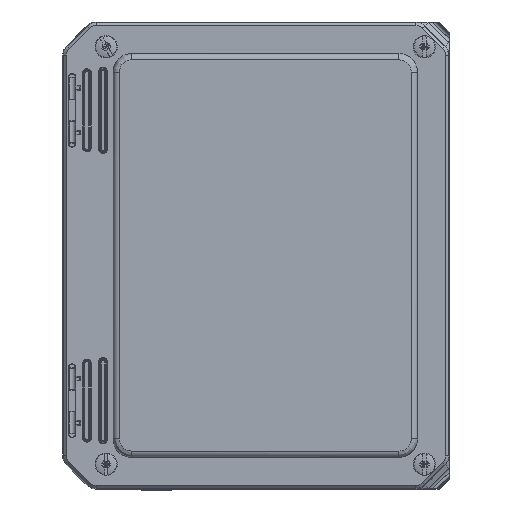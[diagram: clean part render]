
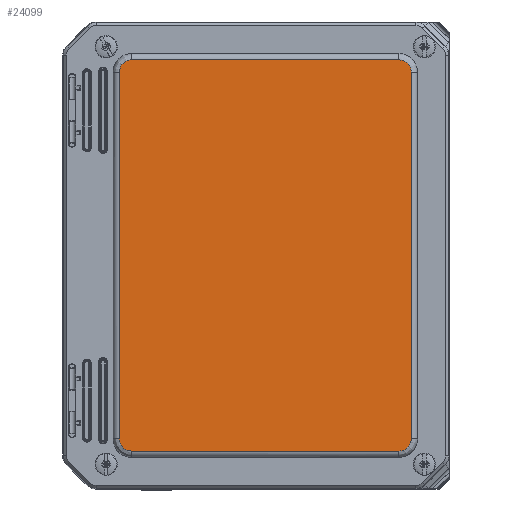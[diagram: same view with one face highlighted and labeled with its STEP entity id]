
A CAD part, top view. The second image highlights one B-rep face of the part: STEP entity #24099.
In plain terms, the highlighted planar face has unit normal (0, 0, 1).
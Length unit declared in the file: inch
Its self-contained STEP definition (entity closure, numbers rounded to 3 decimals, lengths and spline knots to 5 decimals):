
#399 = DIRECTION ( 'NONE',  ( 0., 1., 0. ) ) ;
#522 = CARTESIAN_POINT ( 'NONE',  ( 2.93809, -3.73044, 4.31038 ) ) ;
#1183 = EDGE_CURVE ( 'NONE', #50865, #123320, #42863, .T. ) ;
#1276 = CARTESIAN_POINT ( 'NONE',  ( 2.86546, 3.89745, 4.31038 ) ) ;
#1697 = CARTESIAN_POINT ( 'NONE',  ( 2.8017, 3.93744, 4.31038 ) ) ;
#3061 = LINE ( 'NONE', #56997, #41873 ) ;
#3745 = DIRECTION ( 'NONE',  ( 1., 0., 0. ) ) ;
#4215 = EDGE_CURVE ( 'NONE', #62274, #29624, #72776, .T. ) ;
#4826 = CARTESIAN_POINT ( 'NONE',  ( 0., 3.9603, 4.31038 ) ) ;
#5461 = CARTESIAN_POINT ( 'NONE',  ( -2.93603, 3.78515, 4.31038 ) ) ;
#5469 = EDGE_CURVE ( 'NONE', #122939, #50865, #15934, .T. ) ;
#7800 = CARTESIAN_POINT ( 'NONE',  ( -2.9423, -3.71174, 4.31038 ) ) ;
#14030 = ORIENTED_EDGE ( 'NONE', *, *, #16412, .F. ) ;
#15725 = EDGE_CURVE ( 'NONE', #43609, #122939, #3061, .T. ) ;
#15934 = B_SPLINE_CURVE_WITH_KNOTS ( 'NONE', 3,
 ( #66896, #85810, #522, #19716, #48043, #113739, #37246, #28106 ),
 .UNSPECIFIED., .F., .F.,
 ( 4, 1, 1, 1, 1, 4 ),
 ( 0., 0.14286, 0.28571, 0.42857, 0.71429, 1. ),
 .UNSPECIFIED. ) ;
#16412 = EDGE_CURVE ( 'NONE', #89570, #62274, #117156, .T. ) ;
#17360 = CARTESIAN_POINT ( 'NONE',  ( -2.9423, -3.67434, 4.31038 ) ) ;
#17425 = DIRECTION ( 'NONE',  ( -1., 0., 0. ) ) ;
#18777 = CARTESIAN_POINT ( 'NONE',  ( -2.9423, 0.018, 4.31038 ) ) ;
#19716 = CARTESIAN_POINT ( 'NONE',  ( 2.91944, -3.7837, 4.31038 ) ) ;
#20387 = ORIENTED_EDGE ( 'NONE', *, *, #5469, .F. ) ;
#20483 = CARTESIAN_POINT ( 'NONE',  ( 2.69234, 3.9603, 4.31038 ) ) ;
#22493 = PLANE ( 'NONE',  #98384 ) ;
#23051 = EDGE_CURVE ( 'NONE', #45020, #43609, #88519, .T. ) ;
#24099 = ADVANCED_FACE ( 'NONE', ( #59119 ), #22493, .F. ) ;
#27193 = B_SPLINE_CURVE_WITH_KNOTS ( 'NONE', 3,
 ( #93480, #74203, #92655, #121006, #111803, #74618, #7800, #17360 ),
 .UNSPECIFIED., .F., .F.,
 ( 4, 1, 1, 1, 1, 4 ),
 ( 0., 0.14286, 0.28571, 0.42857, 0.71429, 1. ),
 .UNSPECIFIED. ) ;
#27721 = CARTESIAN_POINT ( 'NONE',  ( 2.9423, 3.71034, 4.31038 ) ) ;
#28106 = CARTESIAN_POINT ( 'NONE',  ( 2.69234, -3.9243, 4.31038 ) ) ;
#29624 = VERTEX_POINT ( 'NONE', #90374 ) ;
#34736 = ORIENTED_EDGE ( 'NONE', *, *, #1183, .F. ) ;
#37246 = CARTESIAN_POINT ( 'NONE',  ( 2.72974, -3.9243, 4.31038 ) ) ;
#37865 = CARTESIAN_POINT ( 'NONE',  ( 2.9423, -3.67434, 4.31038 ) ) ;
#38403 = VECTOR ( 'NONE', #17425, 39.37008 ) ;
#41317 = CARTESIAN_POINT ( 'NONE',  ( 0., 0.018, 4.31038 ) ) ;
#41873 = VECTOR ( 'NONE', #57416, 39.37008 ) ;
#42863 = LINE ( 'NONE', #123141, #38403 ) ;
#43609 = VERTEX_POINT ( 'NONE', #27721 ) ;
#45020 = VERTEX_POINT ( 'NONE', #120850 ) ;
#48043 = CARTESIAN_POINT ( 'NONE',  ( 2.87945, -3.84746, 4.31038 ) ) ;
#48386 = CARTESIAN_POINT ( 'NONE',  ( 2.69234, -3.9243, 4.31038 ) ) ;
#49648 = EDGE_CURVE ( 'NONE', #123320, #89570, #27193, .T. ) ;
#50865 = VERTEX_POINT ( 'NONE', #48386 ) ;
#51273 = DIRECTION ( 'NONE',  ( 0., 0., -1. ) ) ;
#52385 = ORIENTED_EDGE ( 'NONE', *, *, #23051, .F. ) ;
#56997 = CARTESIAN_POINT ( 'NONE',  ( 2.9423, 0.018, 4.31038 ) ) ;
#57416 = DIRECTION ( 'NONE',  ( 0., -1., 0. ) ) ;
#58415 = CARTESIAN_POINT ( 'NONE',  ( -2.69234, -3.9243, 4.31038 ) ) ;
#59119 = FACE_OUTER_BOUND ( 'NONE', #112921, .T. ) ;
#60429 = VECTOR ( 'NONE', #73684, 39.37008 ) ;
#61210 = EDGE_CURVE ( 'NONE', #29624, #45020, #85938, .T. ) ;
#61998 = ORIENTED_EDGE ( 'NONE', *, *, #49648, .F. ) ;
#62274 = VERTEX_POINT ( 'NONE', #120587 ) ;
#66896 = CARTESIAN_POINT ( 'NONE',  ( 2.9423, -3.67434, 4.31038 ) ) ;
#71842 = CARTESIAN_POINT ( 'NONE',  ( -2.89446, 3.87151, 4.31038 ) ) ;
#72776 = B_SPLINE_CURVE_WITH_KNOTS ( 'NONE', 3,
 ( #82757, #111502, #5461, #71842, #101945, #121116, #82342 ),
 .UNSPECIFIED., .F., .F.,
 ( 4, 1, 1, 1, 4 ),
 ( 0., 0.14286, 0.42857, 0.71429, 1. ),
 .UNSPECIFIED. ) ;
#73684 = DIRECTION ( 'NONE',  ( 1., 0., 0. ) ) ;
#74203 = CARTESIAN_POINT ( 'NONE',  ( -2.71104, -3.9243, 4.31038 ) ) ;
#74618 = CARTESIAN_POINT ( 'NONE',  ( -2.92524, -3.78652, 4.31038 ) ) ;
#77339 = CARTESIAN_POINT ( 'NONE',  ( 2.9423, 3.74774, 4.31038 ) ) ;
#77741 = CARTESIAN_POINT ( 'NONE',  ( 2.71104, 3.9603, 4.31038 ) ) ;
#78146 = CARTESIAN_POINT ( 'NONE',  ( 2.9423, 3.71034, 4.31038 ) ) ;
#81387 = VECTOR ( 'NONE', #399, 39.37008 ) ;
#82342 = CARTESIAN_POINT ( 'NONE',  ( -2.69234, 3.9603, 4.31038 ) ) ;
#82757 = CARTESIAN_POINT ( 'NONE',  ( -2.9423, 3.71034, 4.31038 ) ) ;
#85103 = ORIENTED_EDGE ( 'NONE', *, *, #4215, .F. ) ;
#85810 = CARTESIAN_POINT ( 'NONE',  ( 2.9423, -3.69304, 4.31038 ) ) ;
#85938 = LINE ( 'NONE', #4826, #60429 ) ;
#86556 = CARTESIAN_POINT ( 'NONE',  ( 2.92524, 3.82252, 4.31038 ) ) ;
#87383 = CARTESIAN_POINT ( 'NONE',  ( 2.74844, 3.95609, 4.31038 ) ) ;
#88519 = B_SPLINE_CURVE_WITH_KNOTS ( 'NONE', 3,
 ( #20483, #77741, #87383, #1697, #1276, #86556, #77339, #78146 ),
 .UNSPECIFIED., .F., .F.,
 ( 4, 1, 1, 1, 1, 4 ),
 ( 0., 0.14286, 0.28571, 0.42857, 0.71429, 1. ),
 .UNSPECIFIED. ) ;
#89211 = ORIENTED_EDGE ( 'NONE', *, *, #15725, .F. ) ;
#89570 = VERTEX_POINT ( 'NONE', #89968 ) ;
#89968 = CARTESIAN_POINT ( 'NONE',  ( -2.9423, -3.67434, 4.31038 ) ) ;
#90374 = CARTESIAN_POINT ( 'NONE',  ( -2.69234, 3.9603, 4.31038 ) ) ;
#92655 = CARTESIAN_POINT ( 'NONE',  ( -2.74844, -3.92009, 4.31038 ) ) ;
#92801 = ORIENTED_EDGE ( 'NONE', *, *, #61210, .F. ) ;
#93480 = CARTESIAN_POINT ( 'NONE',  ( -2.69234, -3.9243, 4.31038 ) ) ;
#98384 = AXIS2_PLACEMENT_3D ( 'NONE', #41317, #51273, #3745 ) ;
#101945 = CARTESIAN_POINT ( 'NONE',  ( -2.8045, 3.94324, 4.31038 ) ) ;
#111502 = CARTESIAN_POINT ( 'NONE',  ( -2.9423, 3.72904, 4.31038 ) ) ;
#111803 = CARTESIAN_POINT ( 'NONE',  ( -2.86546, -3.86145, 4.31038 ) ) ;
#112921 = EDGE_LOOP ( 'NONE', ( #85103, #14030, #61998, #34736, #20387, #89211, #52385, #92801 ) ) ;
#113739 = CARTESIAN_POINT ( 'NONE',  ( 2.80452, -3.90724, 4.31038 ) ) ;
#117156 = LINE ( 'NONE', #18777, #81387 ) ;
#120587 = CARTESIAN_POINT ( 'NONE',  ( -2.9423, 3.71034, 4.31038 ) ) ;
#120850 = CARTESIAN_POINT ( 'NONE',  ( 2.69234, 3.9603, 4.31038 ) ) ;
#121006 = CARTESIAN_POINT ( 'NONE',  ( -2.8017, -3.90144, 4.31038 ) ) ;
#121116 = CARTESIAN_POINT ( 'NONE',  ( -2.72974, 3.9603, 4.31038 ) ) ;
#122939 = VERTEX_POINT ( 'NONE', #37865 ) ;
#123141 = CARTESIAN_POINT ( 'NONE',  ( 0., -3.9243, 4.31038 ) ) ;
#123320 = VERTEX_POINT ( 'NONE', #58415 ) ;
